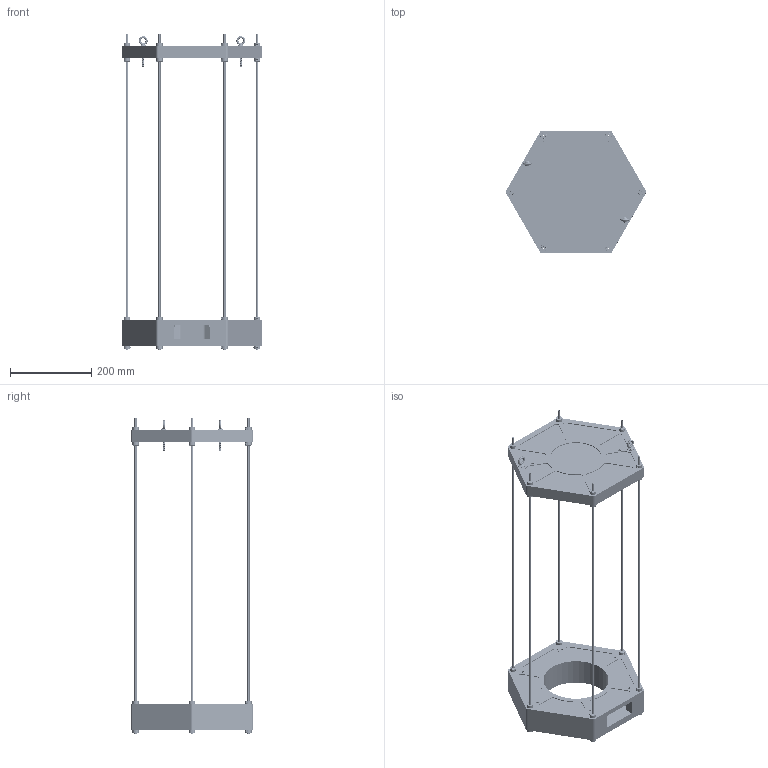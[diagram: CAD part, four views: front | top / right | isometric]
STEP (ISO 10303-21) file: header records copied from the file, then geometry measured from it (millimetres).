
FILE_DESCRIPTION(/* description */ (''),/* implementation_level */ '2;1');
FILE_NAME(/* name */ '20231108_SEB_Payload_Bay_Nadir.stp',/* time_stamp */ '2023-11-08T14:41:48-05:00',/* author */ (''),/* organization */ (''),/* preprocessor_version */ 'ST-DEVELOPER v19.3',/* originating_system */ 'SIEMENS PLM Software NX2212.6000',/* authorisation */ '');
FILE_SCHEMA (('AP203_CONFIGURATION_CONTROLLED_3D_DESIGN_OF_MECHANICAL_PARTS_AND_ASSEMBLIES_MIM_LF { 1 0 10303 403 2 1 2}'));
Products named in the file (15): 09 - Rivet Nut - M4-0.7; 08 - Payload Interface Plate - Nadir; 08 - Avionics Gondola - Mid Plate; 08 - Avionics Gondola - Foam Base; 08 - Power System - Foam Lid; 08 - Power System - Support Plate - Nadir; 08 - Power System - Foam Base; 09 - Eye Bolt - M6-1x51; 09 - Washer - M6; 08 - Collar; 08 - CF Rod - 775mm; 08 - Payload Interface Plate Assembly - Nadir; 03 - Avionics Gondola; 03 - Power System - Nadir; 02 - Default Gondola - Nadir
Assembly tree (50 placements, depth 3):
  02 - Default Gondola - Nadir
    03 - Power System - Nadir
      08 - Power System - Foam Base
      08 - Power System - Support Plate - Nadir
      08 - Power System - Foam Lid
    03 - Avionics Gondola
      08 - Avionics Gondola - Foam Base
      08 - Avionics Gondola - Mid Plate  x2
    08 - CF Rod - 775mm  x6
    08 - Collar  x24
    09 - Washer - M6  x2
    09 - Eye Bolt - M6-1x51  x2
    08 - Payload Interface Plate Assembly - Nadir
      08 - Payload Interface Plate - Nadir
      09 - Rivet Nut - M4-0.7  x6
Bounding box: 344.4 x 300 x 775 mm (x, y, z)
Volume: 4994014.4 mm3; surface area: 965788.2 mm2
Topology: 71 solids, 71 shells, 8189 faces, 20712 edges, 12717 vertices
Faces by surface type: plane 5266, cylinder 2281, torus 372, cone 202, bspline 68
Full cylindrical faces by diameter (mm): 2.937 x6, 5.537 x6, 6.4 x10, 6.5 x42, 7.5 x9, 10 x6, 125 x2, 160 x4
Entity records: 54613 total; most frequent: CARTESIAN_POINT 16030, DIRECTION 7569, ORIENTED_EDGE 7544, EDGE_CURVE 3772, AXIS2_PLACEMENT_3D 2558, LINE 2453, VECTOR 2453, VERTEX_POINT 2381
